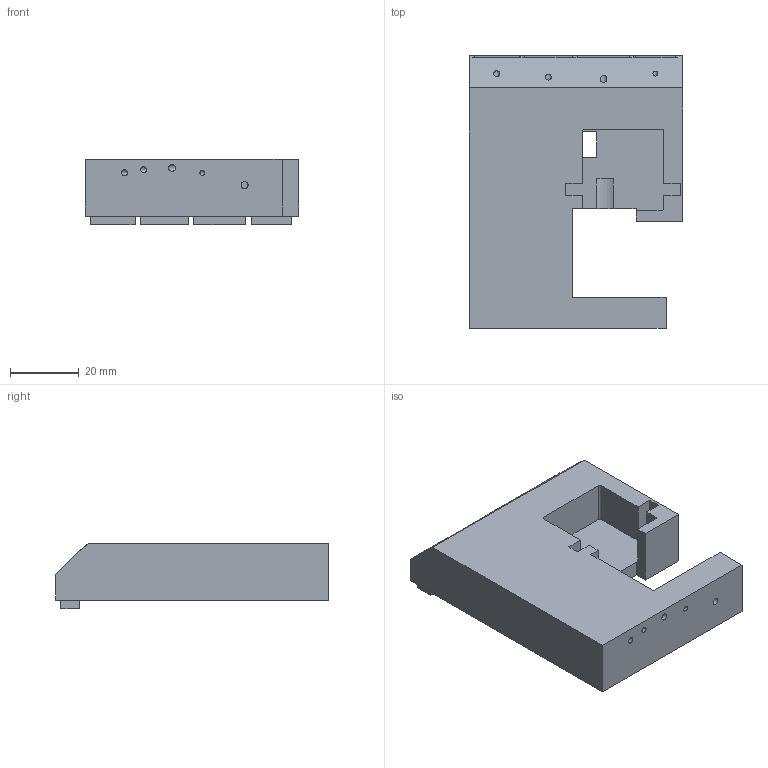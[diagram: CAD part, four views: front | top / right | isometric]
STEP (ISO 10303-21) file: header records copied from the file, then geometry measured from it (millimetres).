
FILE_DESCRIPTION(/* description */ (''),/* implementation_level */ '2;1');
FILE_NAME(/* name */ 'palm-76 v2.step',/* time_stamp */ '2024-07-28T17:06:47+05:30',/* author */ (''),/* organization */ (''),/* preprocessor_version */ 'ST-DEVELOPER v20',/* originating_system */ 'Autodesk Translation Framework v13.14.0.145',/* authorisation */ '');
FILE_SCHEMA (('AUTOMOTIVE_DESIGN { 1 0 10303 214 3 1 1 }'));
Length unit declared in the file: millimetre
Products named in the file (2): palm-76; palm
Assembly tree (1 placements, depth 2):
  palm-76
    palm
Bounding box: 62 x 79 x 19 mm (x, y, z)
Volume: 55400.8 mm3; surface area: 20441.3 mm2
Topology: 5 solids, 5 shells, 418 faces, 1182 edges, 769 vertices
Faces by surface type: bspline 296, plane 113, cylinder 9
Full cylindrical faces by diameter (mm): 2 x5
Entity records: 14335 total; most frequent: CARTESIAN_POINT 4117, ORIENTED_EDGE 2364, DIRECTION 1929, EDGE_CURVE 1182, VERTEX_POINT 769, LINE 657, VECTOR 657, AXIS2_PLACEMENT_3D 636
